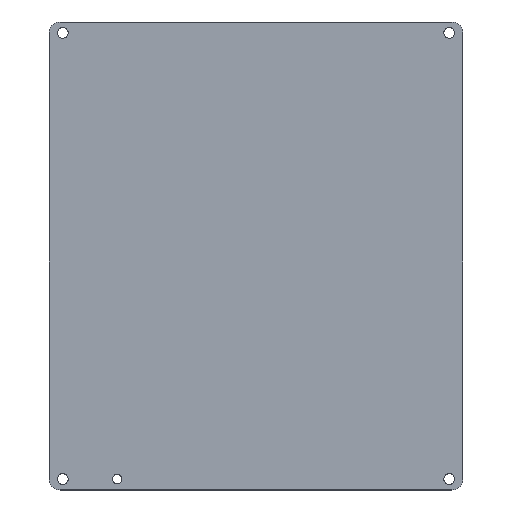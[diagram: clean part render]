
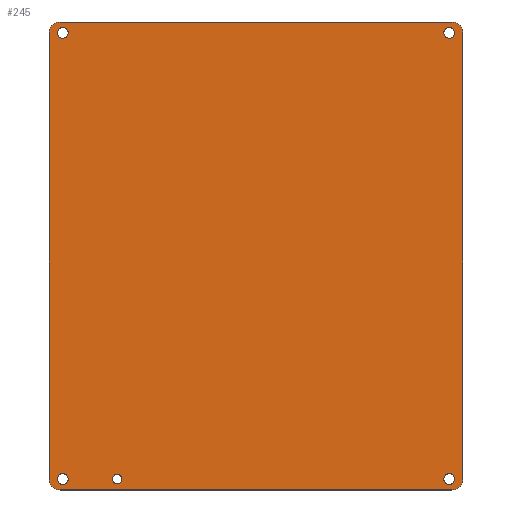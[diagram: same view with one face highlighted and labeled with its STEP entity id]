
A CAD part, top view. The second image highlights one B-rep face of the part: STEP entity #245.
In plain terms, the highlighted planar face has unit normal (0, 0, 1).
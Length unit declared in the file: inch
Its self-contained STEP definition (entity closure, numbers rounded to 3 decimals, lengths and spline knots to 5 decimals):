
#6 = EDGE_CURVE ( 'NONE', #51, #51, #223, .T. ) ;
#9 = CARTESIAN_POINT ( 'NONE',  ( 0., -5.375, 0. ) ) ;
#11 = EDGE_CURVE ( 'NONE', #428, #19, #302, .T. ) ;
#13 = ORIENTED_EDGE ( 'NONE', *, *, #161, .T. ) ;
#16 = CARTESIAN_POINT ( 'NONE',  ( 4.5, 5.375, 0. ) ) ;
#19 = VERTEX_POINT ( 'NONE', #104 ) ;
#24 = AXIS2_PLACEMENT_3D ( 'NONE', #237, #276, #36 ) ;
#35 = CARTESIAN_POINT ( 'NONE',  ( -4.4375, -5.125, 0. ) ) ;
#36 = DIRECTION ( 'NONE',  ( 1., 0., 0. ) ) ;
#43 = VECTOR ( 'NONE', #95, 39.37008 ) ;
#44 = AXIS2_PLACEMENT_3D ( 'NONE', #460, #356, #495 ) ;
#45 = DIRECTION ( 'NONE',  ( 1., 0., 0. ) ) ;
#47 = VERTEX_POINT ( 'NONE', #288 ) ;
#50 = CIRCLE ( 'NONE', #24, 0.25 ) ;
#51 = VERTEX_POINT ( 'NONE', #162 ) ;
#57 = VERTEX_POINT ( 'NONE', #212 ) ;
#63 = ORIENTED_EDGE ( 'NONE', *, *, #384, .T. ) ;
#76 = DIRECTION ( 'NONE',  ( 0., 0., 1. ) ) ;
#80 = FACE_BOUND ( 'NONE', #147, .T. ) ;
#81 = AXIS2_PLACEMENT_3D ( 'NONE', #412, #227, #189 ) ;
#89 = DIRECTION ( 'NONE',  ( 1., 0., 0. ) ) ;
#90 = CARTESIAN_POINT ( 'NONE',  ( 0., 0., 0. ) ) ;
#91 = AXIS2_PLACEMENT_3D ( 'NONE', #158, #323, #89 ) ;
#95 = DIRECTION ( 'NONE',  ( 1., 0., 0. ) ) ;
#98 = AXIS2_PLACEMENT_3D ( 'NONE', #238, #433, #45 ) ;
#99 = ORIENTED_EDGE ( 'NONE', *, *, #371, .T. ) ;
#104 = CARTESIAN_POINT ( 'NONE',  ( -4.5, -5.375, 0. ) ) ;
#106 = ORIENTED_EDGE ( 'NONE', *, *, #439, .T. ) ;
#110 = DIRECTION ( 'NONE',  ( 1., 0., 0. ) ) ;
#126 = ORIENTED_EDGE ( 'NONE', *, *, #531, .T. ) ;
#127 = LINE ( 'NONE', #500, #396 ) ;
#128 = FACE_BOUND ( 'NONE', #432, .T. ) ;
#129 = DIRECTION ( 'NONE',  ( 0., 1., 0. ) ) ;
#134 = VERTEX_POINT ( 'NONE', #196 ) ;
#136 = ORIENTED_EDGE ( 'NONE', *, *, #274, .T. ) ;
#146 = ORIENTED_EDGE ( 'NONE', *, *, #463, .T. ) ;
#147 = EDGE_LOOP ( 'NONE', ( #483 ) ) ;
#149 = VECTOR ( 'NONE', #365, 39.37008 ) ;
#150 = ORIENTED_EDGE ( 'NONE', *, *, #409, .T. ) ;
#151 = CARTESIAN_POINT ( 'NONE',  ( 4.5, -5.375, 0. ) ) ;
#158 = CARTESIAN_POINT ( 'NONE',  ( -4.5, 5.125, 0. ) ) ;
#161 = EDGE_CURVE ( 'NONE', #134, #428, #127, .T. ) ;
#162 = CARTESIAN_POINT ( 'NONE',  ( -4.3125, -5.125, 0. ) ) ;
#168 = DIRECTION ( 'NONE',  ( 1., 0., 0. ) ) ;
#169 = EDGE_CURVE ( 'NONE', #336, #134, #329, .T. ) ;
#176 = DIRECTION ( 'NONE',  ( 0., 0., -1. ) ) ;
#182 = ORIENTED_EDGE ( 'NONE', *, *, #11, .T. ) ;
#185 = DIRECTION ( 'NONE',  ( 1., 0., 0. ) ) ;
#187 = ORIENTED_EDGE ( 'NONE', *, *, #268, .T. ) ;
#189 = DIRECTION ( 'NONE',  ( 1., 0., 0. ) ) ;
#194 = DIRECTION ( 'NONE',  ( 1., 0., 0. ) ) ;
#195 = CARTESIAN_POINT ( 'NONE',  ( 4.75, -5.125, 0. ) ) ;
#196 = CARTESIAN_POINT ( 'NONE',  ( -4.75, 5.125, 0. ) ) ;
#200 = VECTOR ( 'NONE', #129, 39.37008 ) ;
#211 = PLANE ( 'NONE',  #496 ) ;
#212 = CARTESIAN_POINT ( 'NONE',  ( -3.07837, -5.125, 0. ) ) ;
#220 = VERTEX_POINT ( 'NONE', #294 ) ;
#223 = CIRCLE ( 'NONE', #232, 0.125 ) ;
#224 = DIRECTION ( 'NONE',  ( 0., 0., -1. ) ) ;
#227 = DIRECTION ( 'NONE',  ( 0., 0., -1. ) ) ;
#232 = AXIS2_PLACEMENT_3D ( 'NONE', #35, #224, #194 ) ;
#237 = CARTESIAN_POINT ( 'NONE',  ( 4.5, 5.125, 0. ) ) ;
#238 = CARTESIAN_POINT ( 'NONE',  ( 4.4375, -5.125, 0. ) ) ;
#245 = ADVANCED_FACE ( 'NONE', ( #80, #425, #128, #469, #502, #473 ), #211, .T. ) ;
#252 = VERTEX_POINT ( 'NONE', #327 ) ;
#253 = EDGE_LOOP ( 'NONE', ( #63 ) ) ;
#254 = LINE ( 'NONE', #9, #43 ) ;
#258 = CARTESIAN_POINT ( 'NONE',  ( 4.4375, 5.125, 0. ) ) ;
#259 = EDGE_LOOP ( 'NONE', ( #136 ) ) ;
#268 = EDGE_CURVE ( 'NONE', #19, #450, #254, .T. ) ;
#273 = CARTESIAN_POINT ( 'NONE',  ( 4.5, -5.125, 0. ) ) ;
#274 = EDGE_CURVE ( 'NONE', #252, #252, #413, .T. ) ;
#276 = DIRECTION ( 'NONE',  ( 0., 0., 1. ) ) ;
#285 = LINE ( 'NONE', #330, #200 ) ;
#288 = CARTESIAN_POINT ( 'NONE',  ( 4.5625, 5.125, 0. ) ) ;
#294 = CARTESIAN_POINT ( 'NONE',  ( 4.75, 5.125, 0. ) ) ;
#302 = CIRCLE ( 'NONE', #464, 0.25 ) ;
#311 = VERTEX_POINT ( 'NONE', #16 ) ;
#312 = CIRCLE ( 'NONE', #437, 0.25 ) ;
#323 = DIRECTION ( 'NONE',  ( 0., 0., 1. ) ) ;
#327 = CARTESIAN_POINT ( 'NONE',  ( 4.5625, -5.125, 0. ) ) ;
#328 = EDGE_CURVE ( 'NONE', #47, #47, #348, .T. ) ;
#329 = CIRCLE ( 'NONE', #91, 0.25 ) ;
#330 = CARTESIAN_POINT ( 'NONE',  ( 4.75, 0., 0. ) ) ;
#336 = VERTEX_POINT ( 'NONE', #523 ) ;
#337 = AXIS2_PLACEMENT_3D ( 'NONE', #258, #176, #343 ) ;
#343 = DIRECTION ( 'NONE',  ( 1., 0., 0. ) ) ;
#348 = CIRCLE ( 'NONE', #337, 0.125 ) ;
#356 = DIRECTION ( 'NONE',  ( 0., 0., -1. ) ) ;
#357 = CIRCLE ( 'NONE', #44, 0.10913 ) ;
#362 = CARTESIAN_POINT ( 'NONE',  ( -4.5, -5.125, 0. ) ) ;
#365 = DIRECTION ( 'NONE',  ( -1., 0., 0. ) ) ;
#366 = DIRECTION ( 'NONE',  ( 0., -1., 0. ) ) ;
#371 = EDGE_CURVE ( 'NONE', #220, #311, #50, .T. ) ;
#384 = EDGE_CURVE ( 'NONE', #466, #466, #436, .T. ) ;
#386 = CARTESIAN_POINT ( 'NONE',  ( -4.3125, 5.125, 0. ) ) ;
#396 = VECTOR ( 'NONE', #366, 39.37008 ) ;
#401 = CARTESIAN_POINT ( 'NONE',  ( -4.75, -5.125, 0. ) ) ;
#402 = VERTEX_POINT ( 'NONE', #195 ) ;
#406 = ORIENTED_EDGE ( 'NONE', *, *, #169, .T. ) ;
#409 = EDGE_CURVE ( 'NONE', #311, #336, #451, .T. ) ;
#412 = CARTESIAN_POINT ( 'NONE',  ( -4.4375, 5.125, 0. ) ) ;
#413 = CIRCLE ( 'NONE', #98, 0.125 ) ;
#414 = DIRECTION ( 'NONE',  ( 0., 0., 1. ) ) ;
#425 = FACE_BOUND ( 'NONE', #490, .T. ) ;
#428 = VERTEX_POINT ( 'NONE', #401 ) ;
#432 = EDGE_LOOP ( 'NONE', ( #435 ) ) ;
#433 = DIRECTION ( 'NONE',  ( 0., 0., -1. ) ) ;
#435 = ORIENTED_EDGE ( 'NONE', *, *, #328, .T. ) ;
#436 = CIRCLE ( 'NONE', #81, 0.125 ) ;
#437 = AXIS2_PLACEMENT_3D ( 'NONE', #273, #76, #110 ) ;
#439 = EDGE_CURVE ( 'NONE', #57, #57, #357, .T. ) ;
#450 = VERTEX_POINT ( 'NONE', #151 ) ;
#451 = LINE ( 'NONE', #453, #149 ) ;
#453 = CARTESIAN_POINT ( 'NONE',  ( 0., 5.375, 0. ) ) ;
#460 = CARTESIAN_POINT ( 'NONE',  ( -3.1875, -5.125, 0. ) ) ;
#463 = EDGE_CURVE ( 'NONE', #450, #402, #312, .T. ) ;
#464 = AXIS2_PLACEMENT_3D ( 'NONE', #362, #543, #185 ) ;
#466 = VERTEX_POINT ( 'NONE', #386 ) ;
#469 = FACE_BOUND ( 'NONE', #253, .T. ) ;
#473 = FACE_OUTER_BOUND ( 'NONE', #507, .T. ) ;
#483 = ORIENTED_EDGE ( 'NONE', *, *, #6, .T. ) ;
#490 = EDGE_LOOP ( 'NONE', ( #106 ) ) ;
#495 = DIRECTION ( 'NONE',  ( 1., 0., 0. ) ) ;
#496 = AXIS2_PLACEMENT_3D ( 'NONE', #90, #414, #168 ) ;
#500 = CARTESIAN_POINT ( 'NONE',  ( -4.75, 0., 0. ) ) ;
#502 = FACE_BOUND ( 'NONE', #259, .T. ) ;
#507 = EDGE_LOOP ( 'NONE', ( #13, #182, #187, #146, #126, #99, #150, #406 ) ) ;
#523 = CARTESIAN_POINT ( 'NONE',  ( -4.5, 5.375, 0. ) ) ;
#531 = EDGE_CURVE ( 'NONE', #402, #220, #285, .T. ) ;
#543 = DIRECTION ( 'NONE',  ( 0., 0., 1. ) ) ;
